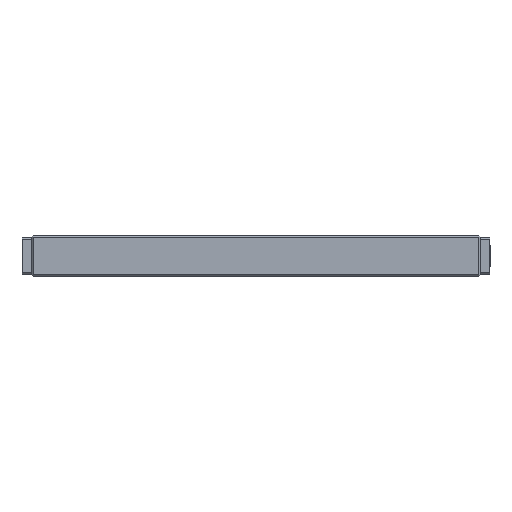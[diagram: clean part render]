
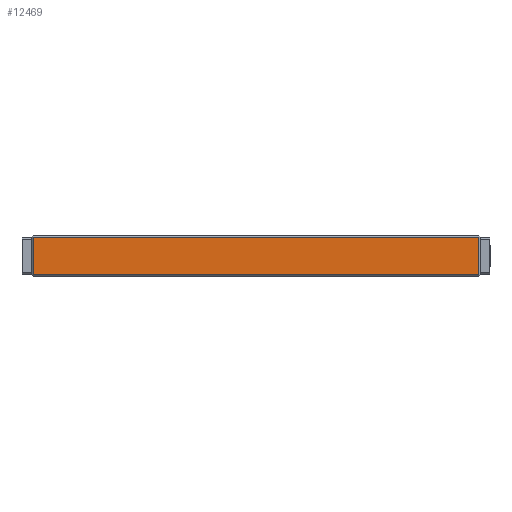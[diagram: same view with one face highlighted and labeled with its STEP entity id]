
A CAD part, front view. The second image highlights one B-rep face of the part: STEP entity #12469.
In plain terms, the highlighted planar face has unit normal (0, -1, 0).
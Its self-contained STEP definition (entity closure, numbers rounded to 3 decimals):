
#10102=FACE_OUTER_BOUND('',#21400,.T.);
#12469=ADVANCED_FACE('',(#10102),#15415,.T.);
#15415=PLANE('',#60312);
#21400=EDGE_LOOP('',(#25398,#25399,#25400,#25401));
#25398=ORIENTED_EDGE('',*,*,#44962,.T.);
#25399=ORIENTED_EDGE('',*,*,#44963,.T.);
#25400=ORIENTED_EDGE('',*,*,#44964,.T.);
#25401=ORIENTED_EDGE('',*,*,#44965,.T.);
#39982=VERTEX_POINT('',#79550);
#39983=VERTEX_POINT('',#79551);
#39984=VERTEX_POINT('',#79553);
#39985=VERTEX_POINT('',#79555);
#44962=EDGE_CURVE('',#39982,#39983,#52166,.T.);
#44963=EDGE_CURVE('',#39983,#39984,#52167,.T.);
#44964=EDGE_CURVE('',#39984,#39985,#52168,.T.);
#44965=EDGE_CURVE('',#39985,#39982,#52169,.T.);
#52166=LINE('',#79549,#56318);
#52167=LINE('',#79552,#56319);
#52168=LINE('',#79554,#56320);
#52169=LINE('',#79556,#56321);
#56318=VECTOR('',#65273,1.);
#56319=VECTOR('',#65274,1.);
#56320=VECTOR('',#65275,1.);
#56321=VECTOR('',#65276,1.);
#60312=AXIS2_PLACEMENT_3D('',#79557,#65277,#65278);
#65273=DIRECTION('',(0.,0.,1.));
#65274=DIRECTION('',(-1.,0.,0.));
#65275=DIRECTION('',(0.,0.,-1.));
#65276=DIRECTION('',(1.,0.,0.));
#65277=DIRECTION('',(0.,-1.,0.));
#65278=DIRECTION('',(0.,0.,1.));
#79549=CARTESIAN_POINT('',(119.5,0.,11.));
#79550=CARTESIAN_POINT('',(119.5,0.,0.5));
#79551=CARTESIAN_POINT('',(119.5,0.,10.5));
#79552=CARTESIAN_POINT('',(60.,0.,10.5));
#79553=CARTESIAN_POINT('',(0.5,0.,10.5));
#79554=CARTESIAN_POINT('',(0.5,0.,11.));
#79555=CARTESIAN_POINT('',(0.5,0.,0.5));
#79556=CARTESIAN_POINT('',(60.,0.,0.5));
#79557=CARTESIAN_POINT('',(60.,0.,11.));
